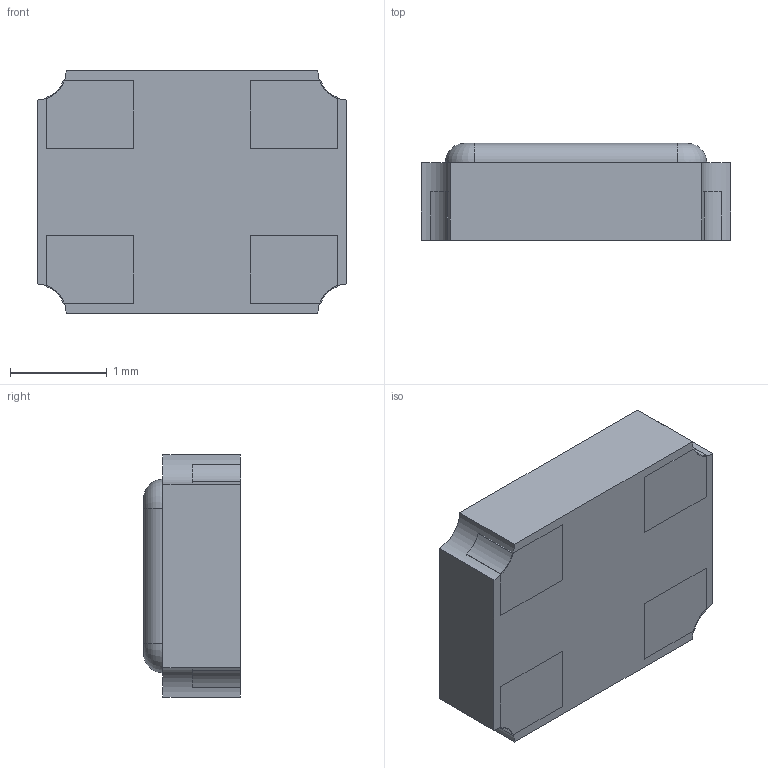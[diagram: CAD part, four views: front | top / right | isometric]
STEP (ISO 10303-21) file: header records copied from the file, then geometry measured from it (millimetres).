
FILE_DESCRIPTION (( 'STEP AP214' ), '1' );
FILE_NAME ('ABM8G-25.000MHZ-18-D2Y-T.STEP', '2019-11-08T05:15:03', ( '' ), ( '' ), 'SwSTEP 2.0', 'SolidWorks 2016', '' );
FILE_SCHEMA (( 'AUTOMOTIVE_DESIGN' ));
Length unit declared in the file: millimetre
Products named in the file (1): ABM8G-25.000MHZ-18-D2Y-T
Bounding box: 3.2 x 1 x 2.5 mm (x, y, z)
Surface area: 36.3 mm2
Topology: 5 solids, 5 shells, 135 faces, 342 edges, 228 vertices
Faces by surface type: plane 80, bspline 39, cylinder 12, torus 4
Entity records: 6696 total; most frequent: CARTESIAN_POINT 3025, ORIENTED_EDGE 684, DIRECTION 490, EDGE_CURVE 342, LINE 232, VECTOR 232, VERTEX_POINT 228, EDGE_LOOP 146
